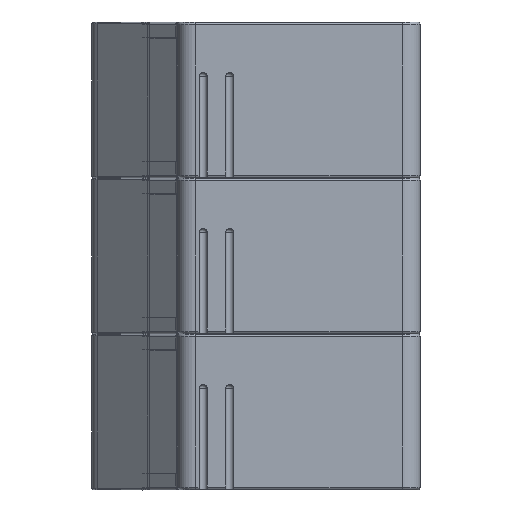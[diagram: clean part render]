
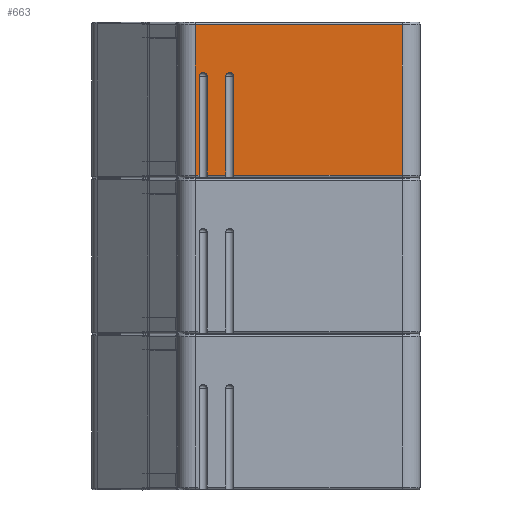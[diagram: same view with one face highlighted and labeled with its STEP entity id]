
A CAD part, left-side view. The second image highlights one B-rep face of the part: STEP entity #663.
In plain terms, the highlighted planar face has unit normal (-1, 0, 0).
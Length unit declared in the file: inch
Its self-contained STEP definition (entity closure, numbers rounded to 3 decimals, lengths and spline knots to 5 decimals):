
#449 = VECTOR ( 'NONE', #15808, 39.37008 ) ;
#488 = VERTEX_POINT ( 'NONE', #13566 ) ;
#663 = ADVANCED_FACE ( 'NONE', ( #16382 ), #14992, .F. ) ;
#670 = CARTESIAN_POINT ( 'NONE',  ( -3.276, -0.635, 3.4269 ) ) ;
#723 = DIRECTION ( 'NONE',  ( 1., 0., 0. ) ) ;
#780 = EDGE_CURVE ( 'NONE', #10881, #488, #18907, .T. ) ;
#1340 = VERTEX_POINT ( 'NONE', #14329 ) ;
#1371 = VECTOR ( 'NONE', #10839, 39.37008 ) ;
#2071 = CIRCLE ( 'NONE', #18414, 0.04 ) ;
#2538 = CARTESIAN_POINT ( 'NONE',  ( -3.276, -0.863, 2.39231 ) ) ;
#3004 = CARTESIAN_POINT ( 'NONE',  ( -3.276, -2.645, 3.9369 ) ) ;
#3134 = VECTOR ( 'NONE', #18465, 39.37008 ) ;
#3171 = DIRECTION ( 'NONE',  ( 0., 0., -1. ) ) ;
#3538 = CARTESIAN_POINT ( 'NONE',  ( -3.276, -0.903, 3.4269 ) ) ;
#3738 = LINE ( 'NONE', #8531, #10657 ) ;
#3927 = VERTEX_POINT ( 'NONE', #25507 ) ;
#4339 = VECTOR ( 'NONE', #25722, 39.37008 ) ;
#4393 = DIRECTION ( 'NONE',  ( 0., 1., 0. ) ) ;
#4995 = DIRECTION ( 'NONE',  ( 0., 0., -1. ) ) ;
#5008 = LINE ( 'NONE', #18311, #3134 ) ;
#5088 = CARTESIAN_POINT ( 'NONE',  ( -3.276, -0.555, 3.9369 ) ) ;
#5188 = CARTESIAN_POINT ( 'NONE',  ( -3.276, -0.555, 2.39231 ) ) ;
#5751 = CARTESIAN_POINT ( 'NONE',  ( -3.276, -0.555, 3.9069 ) ) ;
#6462 = VECTOR ( 'NONE', #13695, 39.37008 ) ;
#6625 = EDGE_CURVE ( 'NONE', #21878, #10881, #2071, .T. ) ;
#6680 = DIRECTION ( 'NONE',  ( 1., 0., 0. ) ) ;
#6743 = AXIS2_PLACEMENT_3D ( 'NONE', #7385, #25475, #11449 ) ;
#6766 = CARTESIAN_POINT ( 'NONE',  ( -3.276, -0.903, 3.3869 ) ) ;
#7259 = AXIS2_PLACEMENT_3D ( 'NONE', #5088, #723, #18876 ) ;
#7385 = CARTESIAN_POINT ( 'NONE',  ( -3.276, -0.635, 3.3869 ) ) ;
#7386 = ORIENTED_EDGE ( 'NONE', *, *, #20014, .T. ) ;
#7689 = VERTEX_POINT ( 'NONE', #25214 ) ;
#7980 = ORIENTED_EDGE ( 'NONE', *, *, #20983, .F. ) ;
#8357 = VERTEX_POINT ( 'NONE', #3538 ) ;
#8531 = CARTESIAN_POINT ( 'NONE',  ( -3.276, -0.555, 2.39231 ) ) ;
#8871 = EDGE_CURVE ( 'NONE', #22308, #1340, #10179, .T. ) ;
#8954 = CARTESIAN_POINT ( 'NONE',  ( -3.276, -0.675, 2.39231 ) ) ;
#9307 = VERTEX_POINT ( 'NONE', #14796 ) ;
#9471 = VERTEX_POINT ( 'NONE', #18936 ) ;
#9663 = LINE ( 'NONE', #5751, #26102 ) ;
#10095 = ORIENTED_EDGE ( 'NONE', *, *, #21957, .T. ) ;
#10179 = LINE ( 'NONE', #3004, #18390 ) ;
#10602 = EDGE_LOOP ( 'NONE', ( #7980, #18707, #16000, #25621, #26014, #12918, #25087, #18032, #19070, #22026, #18630, #10095, #7386, #10625 ) ) ;
#10625 = ORIENTED_EDGE ( 'NONE', *, *, #13363, .T. ) ;
#10650 = DIRECTION ( 'NONE',  ( 0., 1., 0. ) ) ;
#10657 = VECTOR ( 'NONE', #20726, 39.37008 ) ;
#10839 = DIRECTION ( 'NONE',  ( 0., -1., 0. ) ) ;
#10881 = VERTEX_POINT ( 'NONE', #670 ) ;
#11394 = DIRECTION ( 'NONE',  ( 0., 0., -1. ) ) ;
#11449 = DIRECTION ( 'NONE',  ( 0., 1., 0. ) ) ;
#11757 = CARTESIAN_POINT ( 'NONE',  ( -3.276, -0.863, 3.4269 ) ) ;
#12182 = EDGE_CURVE ( 'NONE', #9471, #19667, #13103, .T. ) ;
#12387 = DIRECTION ( 'NONE',  ( 0., 1., 0. ) ) ;
#12491 = LINE ( 'NONE', #15296, #14382 ) ;
#12918 = ORIENTED_EDGE ( 'NONE', *, *, #12182, .F. ) ;
#13103 = LINE ( 'NONE', #11757, #6462 ) ;
#13310 = DIRECTION ( 'NONE',  ( 1., 0., 0. ) ) ;
#13362 = EDGE_CURVE ( 'NONE', #16140, #1340, #14932, .T. ) ;
#13363 = EDGE_CURVE ( 'NONE', #9307, #7689, #21578, .T. ) ;
#13566 = CARTESIAN_POINT ( 'NONE',  ( -3.276, -0.675, 3.3869 ) ) ;
#13695 = DIRECTION ( 'NONE',  ( 0., 0., -1. ) ) ;
#14329 = CARTESIAN_POINT ( 'NONE',  ( -3.276, -2.645, 2.39231 ) ) ;
#14382 = VECTOR ( 'NONE', #11394, 39.37008 ) ;
#14710 = VECTOR ( 'NONE', #4995, 39.37008 ) ;
#14796 = CARTESIAN_POINT ( 'NONE',  ( -3.276, -0.555, 2.39231 ) ) ;
#14932 = LINE ( 'NONE', #17291, #1371 ) ;
#14992 = PLANE ( 'NONE',  #7259 ) ;
#15296 = CARTESIAN_POINT ( 'NONE',  ( -3.276, -0.943, 3.4269 ) ) ;
#15808 = DIRECTION ( 'NONE',  ( 0., -1., 0. ) ) ;
#15913 = CARTESIAN_POINT ( 'NONE',  ( -3.276, -0.555, 3.9069 ) ) ;
#16000 = ORIENTED_EDGE ( 'NONE', *, *, #780, .T. ) ;
#16063 = EDGE_CURVE ( 'NONE', #3927, #16140, #12491, .T. ) ;
#16069 = LINE ( 'NONE', #19565, #4339 ) ;
#16140 = VERTEX_POINT ( 'NONE', #23581 ) ;
#16382 = FACE_OUTER_BOUND ( 'NONE', #10602, .T. ) ;
#17072 = CIRCLE ( 'NONE', #19570, 0.04 ) ;
#17291 = CARTESIAN_POINT ( 'NONE',  ( -3.276, -0.555, 2.39231 ) ) ;
#17542 = EDGE_CURVE ( 'NONE', #9471, #8357, #24406, .T. ) ;
#18032 = ORIENTED_EDGE ( 'NONE', *, *, #19092, .T. ) ;
#18189 = LINE ( 'NONE', #21169, #14710 ) ;
#18311 = CARTESIAN_POINT ( 'NONE',  ( -3.276, -0.555, 3.9369 ) ) ;
#18390 = VECTOR ( 'NONE', #3171, 39.37008 ) ;
#18414 = AXIS2_PLACEMENT_3D ( 'NONE', #24776, #18604, #4393 ) ;
#18465 = DIRECTION ( 'NONE',  ( 0., 0., -1. ) ) ;
#18604 = DIRECTION ( 'NONE',  ( 1., 0., 0. ) ) ;
#18630 = ORIENTED_EDGE ( 'NONE', *, *, #8871, .F. ) ;
#18707 = ORIENTED_EDGE ( 'NONE', *, *, #6625, .T. ) ;
#18760 = VERTEX_POINT ( 'NONE', #15913 ) ;
#18876 = DIRECTION ( 'NONE',  ( 0., 1., 0. ) ) ;
#18907 = CIRCLE ( 'NONE', #6743, 0.04 ) ;
#18936 = CARTESIAN_POINT ( 'NONE',  ( -3.276, -0.863, 3.3869 ) ) ;
#19070 = ORIENTED_EDGE ( 'NONE', *, *, #16063, .T. ) ;
#19092 = EDGE_CURVE ( 'NONE', #8357, #3927, #17072, .T. ) ;
#19565 = CARTESIAN_POINT ( 'NONE',  ( -3.276, -0.595, 3.4269 ) ) ;
#19570 = AXIS2_PLACEMENT_3D ( 'NONE', #6766, #6680, #10650 ) ;
#19667 = VERTEX_POINT ( 'NONE', #2538 ) ;
#20014 = EDGE_CURVE ( 'NONE', #18760, #9307, #5008, .T. ) ;
#20726 = DIRECTION ( 'NONE',  ( 0., -1., 0. ) ) ;
#20758 = EDGE_CURVE ( 'NONE', #23862, #19667, #3738, .T. ) ;
#20983 = EDGE_CURVE ( 'NONE', #21878, #7689, #16069, .T. ) ;
#21169 = CARTESIAN_POINT ( 'NONE',  ( -3.276, -0.675, 3.4269 ) ) ;
#21578 = LINE ( 'NONE', #5188, #449 ) ;
#21878 = VERTEX_POINT ( 'NONE', #26052 ) ;
#21957 = EDGE_CURVE ( 'NONE', #22308, #18760, #9663, .T. ) ;
#22026 = ORIENTED_EDGE ( 'NONE', *, *, #13362, .T. ) ;
#22308 = VERTEX_POINT ( 'NONE', #24183 ) ;
#23119 = CARTESIAN_POINT ( 'NONE',  ( -3.276, -0.903, 3.3869 ) ) ;
#23581 = CARTESIAN_POINT ( 'NONE',  ( -3.276, -0.943, 2.39231 ) ) ;
#23638 = DIRECTION ( 'NONE',  ( 0., 1., 0. ) ) ;
#23862 = VERTEX_POINT ( 'NONE', #8954 ) ;
#24183 = CARTESIAN_POINT ( 'NONE',  ( -3.276, -2.645, 3.9069 ) ) ;
#24300 = AXIS2_PLACEMENT_3D ( 'NONE', #23119, #13310, #23638 ) ;
#24406 = CIRCLE ( 'NONE', #24300, 0.04 ) ;
#24776 = CARTESIAN_POINT ( 'NONE',  ( -3.276, -0.635, 3.3869 ) ) ;
#24800 = EDGE_CURVE ( 'NONE', #488, #23862, #18189, .T. ) ;
#25087 = ORIENTED_EDGE ( 'NONE', *, *, #17542, .T. ) ;
#25214 = CARTESIAN_POINT ( 'NONE',  ( -3.276, -0.595, 2.39231 ) ) ;
#25475 = DIRECTION ( 'NONE',  ( 1., 0., 0. ) ) ;
#25507 = CARTESIAN_POINT ( 'NONE',  ( -3.276, -0.943, 3.3869 ) ) ;
#25621 = ORIENTED_EDGE ( 'NONE', *, *, #24800, .T. ) ;
#25722 = DIRECTION ( 'NONE',  ( 0., 0., -1. ) ) ;
#26014 = ORIENTED_EDGE ( 'NONE', *, *, #20758, .T. ) ;
#26052 = CARTESIAN_POINT ( 'NONE',  ( -3.276, -0.595, 3.3869 ) ) ;
#26102 = VECTOR ( 'NONE', #12387, 39.37008 ) ;
